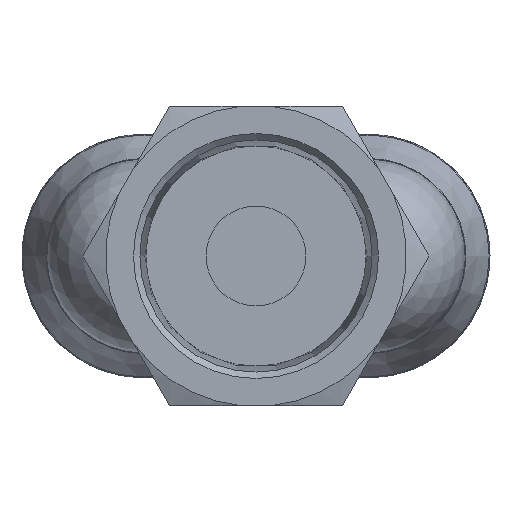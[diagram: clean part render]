
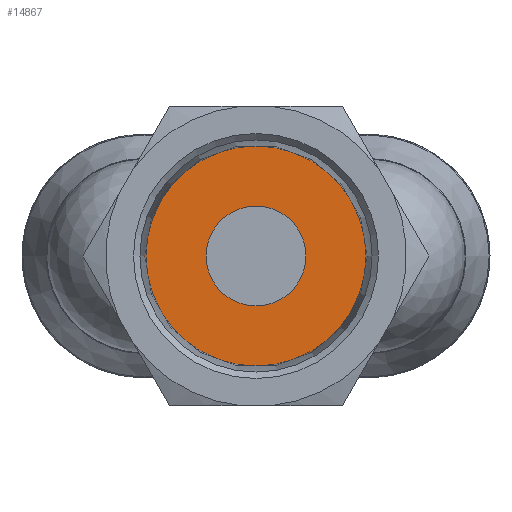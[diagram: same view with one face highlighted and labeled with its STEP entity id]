
A CAD part, front view. The second image highlights one B-rep face of the part: STEP entity #14867.
In plain terms, the highlighted face is planar.
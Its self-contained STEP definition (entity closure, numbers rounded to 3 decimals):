
#14700=CARTESIAN_POINT('',(-17.3,8.815,0.0));
#14701=VERTEX_POINT('',#14700);
#14702=CARTESIAN_POINT('',(-17.3,0.,0.0));
#14703=DIRECTION('',(-1.0,0.0,0.0));
#14704=DIRECTION('',(0.0,1.0,0.0));
#14705=AXIS2_PLACEMENT_3D('',#14702,#14703,#14704);
#14706=CIRCLE('',#14705,8.816);
#14707=EDGE_CURVE('',#14701,#14701,#14706,.T.);
#14844=CARTESIAN_POINT('',(-17.3,4.,0.0));
#14845=VERTEX_POINT('',#14844);
#14846=CARTESIAN_POINT('',(-17.3,0.,0.0));
#14847=DIRECTION('',(-1.0,0.0,0.0));
#14848=DIRECTION('',(0.0,1.0,0.0));
#14849=AXIS2_PLACEMENT_3D('',#14846,#14847,#14848);
#14850=CIRCLE('',#14849,4.);
#14851=EDGE_CURVE('',#14845,#14845,#14850,.T.);
#14856=CARTESIAN_POINT('',(-17.3,6.408,0.0));
#14857=DIRECTION('',(1.0,0.0,0.0));
#14858=DIRECTION('',(0.0,0.0,-1.0));
#14859=AXIS2_PLACEMENT_3D('',#14856,#14857,#14858);
#14860=PLANE('',#14859);
#14861=ORIENTED_EDGE('',*,*,#14707,.T.);
#14862=EDGE_LOOP('',(#14861));
#14863=FACE_OUTER_BOUND('',#14862,.T.);
#14864=ORIENTED_EDGE('',*,*,#14851,.F.);
#14865=EDGE_LOOP('',(#14864));
#14866=FACE_BOUND('',#14865,.T.);
#14867=ADVANCED_FACE('',(#14863,#14866),#14860,.F.);
